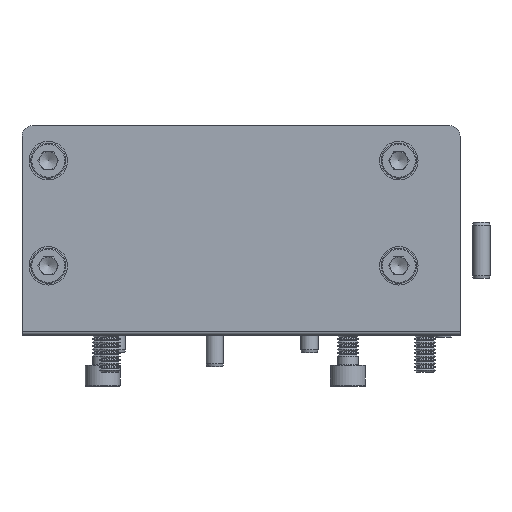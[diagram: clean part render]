
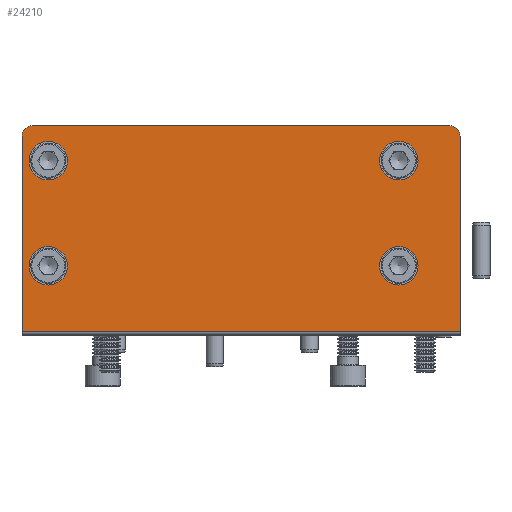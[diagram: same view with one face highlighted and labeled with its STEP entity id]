
A CAD part, left-side view. The second image highlights one B-rep face of the part: STEP entity #24210.
In plain terms, the highlighted planar face has unit normal (-1, 0, 0).
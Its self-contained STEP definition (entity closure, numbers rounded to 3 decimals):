
#211 = VERTEX_POINT ( 'NONE', #12763 ) ;
#755 = EDGE_CURVE ( 'NONE', #211, #211, #32627, .T. ) ;
#756 = EDGE_LOOP ( 'NONE', ( #25326 ) ) ;
#1126 = EDGE_CURVE ( 'NONE', #20598, #20598, #31309, .T. ) ;
#2046 = EDGE_CURVE ( 'NONE', #31570, #2837, #31727, .T. ) ;
#2837 = VERTEX_POINT ( 'NONE', #27844 ) ;
#2907 = EDGE_LOOP ( 'NONE', ( #8189 ) ) ;
#3177 = DIRECTION ( 'NONE',  ( 0., -1., 0. ) ) ;
#3979 = ORIENTED_EDGE ( 'NONE', *, *, #24754, .F. ) ;
#3995 = CARTESIAN_POINT ( 'NONE',  ( 0., -45., 55.3 ) ) ;
#4159 = DIRECTION ( 'NONE',  ( 0., 0., 1. ) ) ;
#4253 = AXIS2_PLACEMENT_3D ( 'NONE', #22303, #19211, #11737 ) ;
#4377 = VERTEX_POINT ( 'NONE', #10644 ) ;
#4949 = CARTESIAN_POINT ( 'NONE',  ( 0., 59.5, 56.8 ) ) ;
#4953 = DIRECTION ( 'NONE',  ( 1., 0., 0. ) ) ;
#5024 = EDGE_LOOP ( 'NONE', ( #3979 ) ) ;
#5273 = DIRECTION ( 'NONE',  ( 0., 0., -1. ) ) ;
#5860 = VECTOR ( 'NONE', #29474, 1000. ) ;
#6332 = VECTOR ( 'NONE', #3177, 1000. ) ;
#6858 = CARTESIAN_POINT ( 'NONE',  ( 0., -62.5, 1. ) ) ;
#7003 = DIRECTION ( 'NONE',  ( 0., -1., 0. ) ) ;
#7082 = AXIS2_PLACEMENT_3D ( 'NONE', #30471, #10029, #22982 ) ;
#7089 = DIRECTION ( 'NONE',  ( -1., 0., 0. ) ) ;
#7122 = CARTESIAN_POINT ( 'NONE',  ( 0., 55., 19.8 ) ) ;
#7519 = FACE_BOUND ( 'NONE', #23000, .T. ) ;
#8046 = ORIENTED_EDGE ( 'NONE', *, *, #755, .F. ) ;
#8189 = ORIENTED_EDGE ( 'NONE', *, *, #13333, .F. ) ;
#8420 = ORIENTED_EDGE ( 'NONE', *, *, #30881, .F. ) ;
#9256 = LINE ( 'NONE', #14711, #25352 ) ;
#10029 = DIRECTION ( 'NONE',  ( -1., 0., 0. ) ) ;
#10644 = CARTESIAN_POINT ( 'NONE',  ( 0., -59.5, 59.8 ) ) ;
#11020 = CARTESIAN_POINT ( 'NONE',  ( 0., 55., 55.3 ) ) ;
#11184 = VERTEX_POINT ( 'NONE', #18060 ) ;
#11621 = LINE ( 'NONE', #22178, #31584 ) ;
#11737 = DIRECTION ( 'NONE',  ( 0., 0., 1. ) ) ;
#12466 = CARTESIAN_POINT ( 'NONE',  ( 0., 55., 49.8 ) ) ;
#12608 = DIRECTION ( 'NONE',  ( 0., 0., 1. ) ) ;
#12763 = CARTESIAN_POINT ( 'NONE',  ( 0., -45., 25.3 ) ) ;
#12842 = FACE_BOUND ( 'NONE', #756, .T. ) ;
#13164 = CARTESIAN_POINT ( 'NONE',  ( 0., 62.5, 59.8 ) ) ;
#13333 = EDGE_CURVE ( 'NONE', #17337, #17337, #23511, .T. ) ;
#13647 = CARTESIAN_POINT ( 'NONE',  ( 0., -62.5, 0. ) ) ;
#13886 = AXIS2_PLACEMENT_3D ( 'NONE', #25781, #4953, #30897 ) ;
#14013 = VERTEX_POINT ( 'NONE', #20369 ) ;
#14711 = CARTESIAN_POINT ( 'NONE',  ( 0., 62.5, 1. ) ) ;
#16212 = LINE ( 'NONE', #13164, #6332 ) ;
#17337 = VERTEX_POINT ( 'NONE', #3995 ) ;
#17510 = EDGE_CURVE ( 'NONE', #29538, #31570, #9256, .T. ) ;
#17549 = DIRECTION ( 'NONE',  ( -1., 0., 0. ) ) ;
#17759 = CARTESIAN_POINT ( 'NONE',  ( 0., 62.5, 1. ) ) ;
#18045 = EDGE_CURVE ( 'NONE', #14013, #11184, #29764, .T. ) ;
#18060 = CARTESIAN_POINT ( 'NONE',  ( 0., 62.5, 56.8 ) ) ;
#19035 = ORIENTED_EDGE ( 'NONE', *, *, #21831, .T. ) ;
#19211 = DIRECTION ( 'NONE',  ( -1., 0., 0. ) ) ;
#19568 = EDGE_CURVE ( 'NONE', #14013, #4377, #16212, .T. ) ;
#19791 = ORIENTED_EDGE ( 'NONE', *, *, #2046, .T. ) ;
#20317 = ORIENTED_EDGE ( 'NONE', *, *, #17510, .T. ) ;
#20334 = FACE_BOUND ( 'NONE', #5024, .T. ) ;
#20369 = CARTESIAN_POINT ( 'NONE',  ( 0., 59.5, 59.8 ) ) ;
#20598 = VERTEX_POINT ( 'NONE', #23166 ) ;
#21213 = VERTEX_POINT ( 'NONE', #11020 ) ;
#21533 = CIRCLE ( 'NONE', #26419, 5.5 ) ;
#21831 = EDGE_CURVE ( 'NONE', #2837, #4377, #33307, .T. ) ;
#22176 = ORIENTED_EDGE ( 'NONE', *, *, #18045, .T. ) ;
#22178 = CARTESIAN_POINT ( 'NONE',  ( 0., 62.5, 0. ) ) ;
#22303 = CARTESIAN_POINT ( 'NONE',  ( 0., -45., 19.8 ) ) ;
#22631 = CARTESIAN_POINT ( 'NONE',  ( 0., -45., 49.8 ) ) ;
#22982 = DIRECTION ( 'NONE',  ( 0., 0., -1. ) ) ;
#23000 = EDGE_LOOP ( 'NONE', ( #8046 ) ) ;
#23166 = CARTESIAN_POINT ( 'NONE',  ( 0., 55., 25.3 ) ) ;
#23182 = DIRECTION ( 'NONE',  ( -1., 0., 0. ) ) ;
#23511 = CIRCLE ( 'NONE', #27858, 5.5 ) ;
#23567 = DIRECTION ( 'NONE',  ( -1., 0., 0. ) ) ;
#24210 = ADVANCED_FACE ( 'NONE', ( #7519, #30724, #12842, #20334, #33516 ), #28318, .F. ) ;
#24754 = EDGE_CURVE ( 'NONE', #21213, #21213, #21533, .T. ) ;
#25075 = DIRECTION ( 'NONE',  ( 0., 0., 1. ) ) ;
#25326 = ORIENTED_EDGE ( 'NONE', *, *, #1126, .F. ) ;
#25352 = VECTOR ( 'NONE', #7003, 1000. ) ;
#25781 = CARTESIAN_POINT ( 'NONE',  ( 0., 62.5, 0. ) ) ;
#26419 = AXIS2_PLACEMENT_3D ( 'NONE', #12466, #23182, #25075 ) ;
#27062 = AXIS2_PLACEMENT_3D ( 'NONE', #4949, #23567, #5273 ) ;
#27477 = AXIS2_PLACEMENT_3D ( 'NONE', #7122, #17549, #12608 ) ;
#27844 = CARTESIAN_POINT ( 'NONE',  ( 0., -62.5, 56.8 ) ) ;
#27858 = AXIS2_PLACEMENT_3D ( 'NONE', #22631, #7089, #4159 ) ;
#28318 = PLANE ( 'NONE',  #13886 ) ;
#29474 = DIRECTION ( 'NONE',  ( 0., 0., 1. ) ) ;
#29498 = DIRECTION ( 'NONE',  ( 0., 0., 1. ) ) ;
#29538 = VERTEX_POINT ( 'NONE', #17759 ) ;
#29764 = CIRCLE ( 'NONE', #27062, 3. ) ;
#29788 = ORIENTED_EDGE ( 'NONE', *, *, #19568, .F. ) ;
#29879 = EDGE_LOOP ( 'NONE', ( #19791, #19035, #29788, #22176, #8420, #20317 ) ) ;
#30471 = CARTESIAN_POINT ( 'NONE',  ( 0., -59.5, 56.8 ) ) ;
#30724 = FACE_BOUND ( 'NONE', #2907, .T. ) ;
#30881 = EDGE_CURVE ( 'NONE', #29538, #11184, #11621, .T. ) ;
#30897 = DIRECTION ( 'NONE',  ( 0., 0., -1. ) ) ;
#31309 = CIRCLE ( 'NONE', #27477, 5.5 ) ;
#31570 = VERTEX_POINT ( 'NONE', #6858 ) ;
#31584 = VECTOR ( 'NONE', #29498, 1000. ) ;
#31727 = LINE ( 'NONE', #13647, #5860 ) ;
#32627 = CIRCLE ( 'NONE', #4253, 5.5 ) ;
#33307 = CIRCLE ( 'NONE', #7082, 3. ) ;
#33516 = FACE_OUTER_BOUND ( 'NONE', #29879, .T. ) ;
